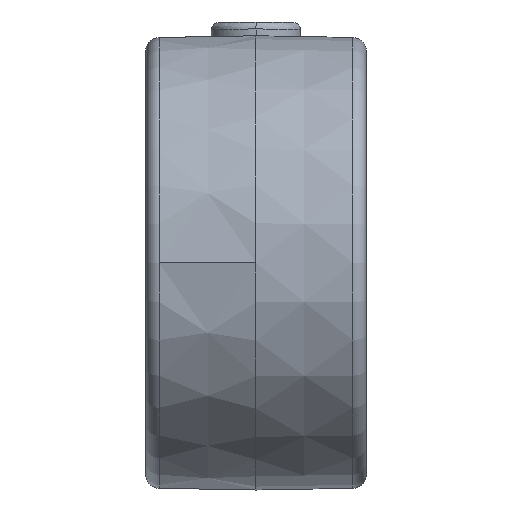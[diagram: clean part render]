
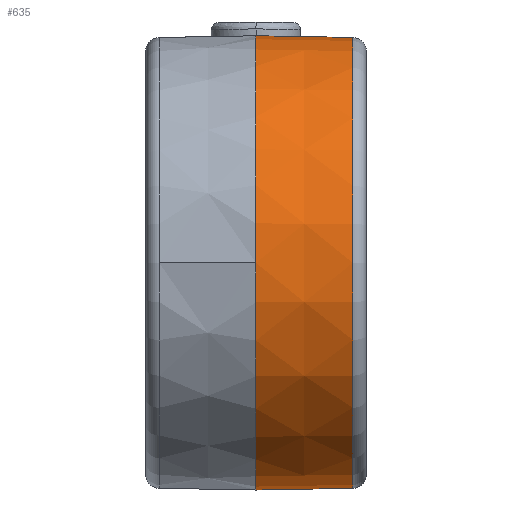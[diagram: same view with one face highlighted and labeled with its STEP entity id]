
A CAD part, left-side view. The second image highlights one B-rep face of the part: STEP entity #635.
In plain terms, the highlighted conical face has half-angle 1 degrees and reference radius 16.421 mm.
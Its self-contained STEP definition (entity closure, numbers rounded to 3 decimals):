
#108 = CARTESIAN_POINT ( 'NONE',  ( -25., 8., -16.483 ) ) ;
#158 = ORIENTED_EDGE ( 'NONE', *, *, #1023, .F. ) ;
#188 = DIRECTION ( 'NONE',  ( 1., 0., 0. ) ) ;
#324 = CARTESIAN_POINT ( 'NONE',  ( -25., 0.983, 16.36 ) ) ;
#329 = VECTOR ( 'NONE', #2251, 1000. ) ;
#453 = DIRECTION ( 'NONE',  ( 0., 1., 0. ) ) ;
#593 = CIRCLE ( 'NONE', #619, 16.483 ) ;
#606 = VERTEX_POINT ( 'NONE', #2116 ) ;
#619 = AXIS2_PLACEMENT_3D ( 'NONE', #3041, #453, #3052 ) ;
#635 = ADVANCED_FACE ( 'NONE', ( #2210 ), #804, .T. ) ;
#663 = CARTESIAN_POINT ( 'NONE',  ( -25., 0.983, -16.36 ) ) ;
#728 = EDGE_CURVE ( 'NONE', #1583, #2600, #3706, .T. ) ;
#804 = CONICAL_SURFACE ( 'NONE', #3109, 16.421, 0.017 ) ;
#816 = ORIENTED_EDGE ( 'NONE', *, *, #4081, .F. ) ;
#845 = ORIENTED_EDGE ( 'NONE', *, *, #3667, .F. ) ;
#878 = EDGE_CURVE ( 'NONE', #606, #2986, #3074, .T. ) ;
#1023 = EDGE_CURVE ( 'NONE', #2986, #1442, #593, .T. ) ;
#1283 = DIRECTION ( 'NONE',  ( 0., -1., 0. ) ) ;
#1360 = CIRCLE ( 'NONE', #2485, 16.483 ) ;
#1442 = VERTEX_POINT ( 'NONE', #2752 ) ;
#1515 = CARTESIAN_POINT ( 'NONE',  ( -25., 8., 16.483 ) ) ;
#1583 = VERTEX_POINT ( 'NONE', #324 ) ;
#1732 = ORIENTED_EDGE ( 'NONE', *, *, #878, .F. ) ;
#2116 = CARTESIAN_POINT ( 'NONE',  ( -25., 0.983, -16.36 ) ) ;
#2176 = DIRECTION ( 'NONE',  ( 0., 1., 0.017 ) ) ;
#2210 = FACE_OUTER_BOUND ( 'NONE', #3840, .T. ) ;
#2251 = DIRECTION ( 'NONE',  ( 0., 1., -0.017 ) ) ;
#2342 = AXIS2_PLACEMENT_3D ( 'NONE', #2916, #1283, #2597 ) ;
#2354 = CIRCLE ( 'NONE', #2342, 16.36 ) ;
#2485 = AXIS2_PLACEMENT_3D ( 'NONE', #4088, #3168, #3781 ) ;
#2597 = DIRECTION ( 'NONE',  ( 0., 0., 1. ) ) ;
#2600 = VERTEX_POINT ( 'NONE', #1515 ) ;
#2752 = CARTESIAN_POINT ( 'NONE',  ( -41.483, 8., 0. ) ) ;
#2764 = DIRECTION ( 'NONE',  ( 0., 1., 0. ) ) ;
#2771 = VECTOR ( 'NONE', #2176, 1000. ) ;
#2916 = CARTESIAN_POINT ( 'NONE',  ( -25., 0.983, 0. ) ) ;
#2986 = VERTEX_POINT ( 'NONE', #108 ) ;
#3041 = CARTESIAN_POINT ( 'NONE',  ( -25., 8., 0. ) ) ;
#3052 = DIRECTION ( 'NONE',  ( 0., 0., -1. ) ) ;
#3074 = LINE ( 'NONE', #663, #329 ) ;
#3109 = AXIS2_PLACEMENT_3D ( 'NONE', #4040, #2764, #188 ) ;
#3168 = DIRECTION ( 'NONE',  ( 0., 1., 0. ) ) ;
#3656 = ORIENTED_EDGE ( 'NONE', *, *, #728, .T. ) ;
#3667 = EDGE_CURVE ( 'NONE', #1442, #2600, #1360, .T. ) ;
#3706 = LINE ( 'NONE', #3744, #2771 ) ;
#3744 = CARTESIAN_POINT ( 'NONE',  ( -25., 0.983, 16.36 ) ) ;
#3781 = DIRECTION ( 'NONE',  ( 0., 0., -1. ) ) ;
#3840 = EDGE_LOOP ( 'NONE', ( #3656, #845, #158, #1732, #816 ) ) ;
#4040 = CARTESIAN_POINT ( 'NONE',  ( -25., 4.491, 0. ) ) ;
#4081 = EDGE_CURVE ( 'NONE', #1583, #606, #2354, .T. ) ;
#4088 = CARTESIAN_POINT ( 'NONE',  ( -25., 8., 0. ) ) ;
